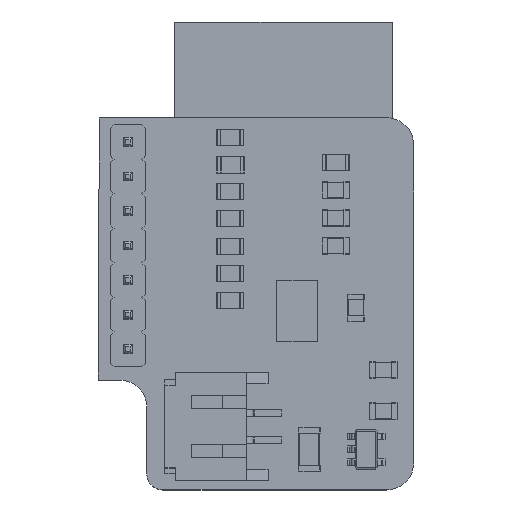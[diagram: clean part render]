
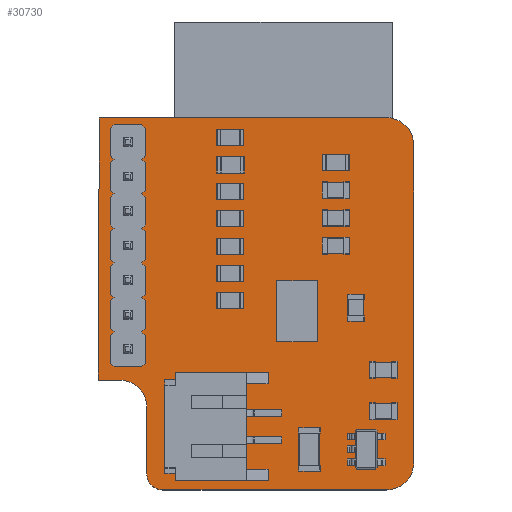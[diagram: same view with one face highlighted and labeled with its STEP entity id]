
A CAD part, top view. The second image highlights one B-rep face of the part: STEP entity #30730.
In plain terms, the highlighted planar face has unit normal (0, 0, 1).
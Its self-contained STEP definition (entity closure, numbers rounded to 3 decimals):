
#30456 = VERTEX_POINT('',#30457);
#30457 = CARTESIAN_POINT('',(169.136,-93.2,1.51));
#30463 = EDGE_CURVE('',#30456,#30464,#30466,.T.);
#30464 = VERTEX_POINT('',#30465);
#30465 = CARTESIAN_POINT('',(171.136,-95.2,1.51));
#30466 = CIRCLE('',#30467,2.);
#30467 = AXIS2_PLACEMENT_3D('',#30468,#30469,#30470);
#30468 = CARTESIAN_POINT('',(169.136,-95.2,1.51));
#30469 = DIRECTION('',(0.,0.,-1.));
#30470 = DIRECTION('',(0.,1.,0.));
#30498 = VERTEX_POINT('',#30499);
#30499 = CARTESIAN_POINT('',(150.,-93.2,1.51));
#30505 = EDGE_CURVE('',#30498,#30456,#30506,.T.);
#30506 = LINE('',#30507,#30508);
#30507 = CARTESIAN_POINT('',(150.,-93.2,1.51));
#30508 = VECTOR('',#30509,1.);
#30509 = DIRECTION('',(1.,0.,0.));
#30527 = EDGE_CURVE('',#30464,#30528,#30530,.T.);
#30528 = VERTEX_POINT('',#30529);
#30529 = CARTESIAN_POINT('',(171.136,-118.586,1.51));
#30530 = LINE('',#30531,#30532);
#30531 = CARTESIAN_POINT('',(171.136,-95.2,1.51));
#30532 = VECTOR('',#30533,1.);
#30533 = DIRECTION('',(0.,-1.,0.));
#30730 = ADVANCED_FACE('',(#30731,#30825,#30836,#30847,#30858,#30869,
    #30880,#30891),#30902,.T.);
#30731 = FACE_BOUND('',#30732,.T.);
#30732 = EDGE_LOOP('',(#30733,#30734,#30735,#30743,#30751,#30759,#30767,
    #30775,#30783,#30792,#30800,#30809,#30817,#30824));
#30733 = ORIENTED_EDGE('',*,*,#30463,.F.);
#30734 = ORIENTED_EDGE('',*,*,#30505,.F.);
#30735 = ORIENTED_EDGE('',*,*,#30736,.F.);
#30736 = EDGE_CURVE('',#30737,#30498,#30739,.T.);
#30737 = VERTEX_POINT('',#30738);
#30738 = CARTESIAN_POINT('',(148.,-93.2,1.51));
#30739 = LINE('',#30740,#30741);
#30740 = CARTESIAN_POINT('',(148.,-93.2,1.51));
#30741 = VECTOR('',#30742,1.);
#30742 = DIRECTION('',(1.,0.,0.));
#30743 = ORIENTED_EDGE('',*,*,#30744,.F.);
#30744 = EDGE_CURVE('',#30745,#30737,#30747,.T.);
#30745 = VERTEX_POINT('',#30746);
#30746 = CARTESIAN_POINT('',(148.,-93.4,1.51));
#30747 = LINE('',#30748,#30749);
#30748 = CARTESIAN_POINT('',(148.,-93.4,1.51));
#30749 = VECTOR('',#30750,1.);
#30750 = DIRECTION('',(0.,1.,0.));
#30751 = ORIENTED_EDGE('',*,*,#30752,.F.);
#30752 = EDGE_CURVE('',#30753,#30745,#30755,.T.);
#30753 = VERTEX_POINT('',#30754);
#30754 = CARTESIAN_POINT('',(148.,-95.5,1.51));
#30755 = LINE('',#30756,#30757);
#30756 = CARTESIAN_POINT('',(148.,-95.5,1.51));
#30757 = VECTOR('',#30758,1.);
#30758 = DIRECTION('',(0.,1.,0.));
#30759 = ORIENTED_EDGE('',*,*,#30760,.F.);
#30760 = EDGE_CURVE('',#30761,#30753,#30763,.T.);
#30761 = VERTEX_POINT('',#30762);
#30762 = CARTESIAN_POINT('',(147.938,-110.5,1.51));
#30763 = LINE('',#30764,#30765);
#30764 = CARTESIAN_POINT('',(147.938,-110.5,1.51));
#30765 = VECTOR('',#30766,1.);
#30766 = DIRECTION('',(0.004,1.,0.));
#30767 = ORIENTED_EDGE('',*,*,#30768,.F.);
#30768 = EDGE_CURVE('',#30769,#30761,#30771,.T.);
#30769 = VERTEX_POINT('',#30770);
#30770 = CARTESIAN_POINT('',(147.938,-112.5,1.51));
#30771 = LINE('',#30772,#30773);
#30772 = CARTESIAN_POINT('',(147.938,-112.5,1.51));
#30773 = VECTOR('',#30774,1.);
#30774 = DIRECTION('',(0.,1.,0.));
#30775 = ORIENTED_EDGE('',*,*,#30776,.F.);
#30776 = EDGE_CURVE('',#30777,#30769,#30779,.T.);
#30777 = VERTEX_POINT('',#30778);
#30778 = CARTESIAN_POINT('',(149.5,-112.5,1.51));
#30779 = LINE('',#30780,#30781);
#30780 = CARTESIAN_POINT('',(149.5,-112.5,1.51));
#30781 = VECTOR('',#30782,1.);
#30782 = DIRECTION('',(-1.,0.,0.));
#30783 = ORIENTED_EDGE('',*,*,#30784,.F.);
#30784 = EDGE_CURVE('',#30785,#30777,#30787,.T.);
#30785 = VERTEX_POINT('',#30786);
#30786 = CARTESIAN_POINT('',(151.5,-114.5,1.51));
#30787 = CIRCLE('',#30788,2.);
#30788 = AXIS2_PLACEMENT_3D('',#30789,#30790,#30791);
#30789 = CARTESIAN_POINT('',(149.5,-114.5,1.51));
#30790 = DIRECTION('',(0.,0.,1.));
#30791 = DIRECTION('',(1.,0.,0.));
#30792 = ORIENTED_EDGE('',*,*,#30793,.F.);
#30793 = EDGE_CURVE('',#30794,#30785,#30796,.T.);
#30794 = VERTEX_POINT('',#30795);
#30795 = CARTESIAN_POINT('',(151.503,-119.4,1.51));
#30796 = LINE('',#30797,#30798);
#30797 = CARTESIAN_POINT('',(151.503,-119.4,1.51));
#30798 = VECTOR('',#30799,1.);
#30799 = DIRECTION('',(-0.001,1.,0.));
#30800 = ORIENTED_EDGE('',*,*,#30801,.F.);
#30801 = EDGE_CURVE('',#30802,#30794,#30804,.T.);
#30802 = VERTEX_POINT('',#30803);
#30803 = CARTESIAN_POINT('',(152.688,-120.586,1.51));
#30804 = CIRCLE('',#30805,1.186);
#30805 = AXIS2_PLACEMENT_3D('',#30806,#30807,#30808);
#30806 = CARTESIAN_POINT('',(152.688,-119.4,1.51));
#30807 = DIRECTION('',(0.,0.,-1.));
#30808 = DIRECTION('',(0.,-1.,0.));
#30809 = ORIENTED_EDGE('',*,*,#30810,.F.);
#30810 = EDGE_CURVE('',#30811,#30802,#30813,.T.);
#30811 = VERTEX_POINT('',#30812);
#30812 = CARTESIAN_POINT('',(169.136,-120.586,1.51));
#30813 = LINE('',#30814,#30815);
#30814 = CARTESIAN_POINT('',(169.136,-120.586,1.51));
#30815 = VECTOR('',#30816,1.);
#30816 = DIRECTION('',(-1.,0.,0.));
#30817 = ORIENTED_EDGE('',*,*,#30818,.F.);
#30818 = EDGE_CURVE('',#30528,#30811,#30819,.T.);
#30819 = CIRCLE('',#30820,2.);
#30820 = AXIS2_PLACEMENT_3D('',#30821,#30822,#30823);
#30821 = CARTESIAN_POINT('',(169.136,-118.586,1.51));
#30822 = DIRECTION('',(0.,0.,-1.));
#30823 = DIRECTION('',(1.,0.,0.));
#30824 = ORIENTED_EDGE('',*,*,#30527,.F.);
#30825 = FACE_BOUND('',#30826,.T.);
#30826 = EDGE_LOOP('',(#30827));
#30827 = ORIENTED_EDGE('',*,*,#30828,.T.);
#30828 = EDGE_CURVE('',#30829,#30829,#30831,.T.);
#30829 = VERTEX_POINT('',#30830);
#30830 = CARTESIAN_POINT('',(150.114,-110.736,1.51));
#30831 = CIRCLE('',#30832,0.5);
#30832 = AXIS2_PLACEMENT_3D('',#30833,#30834,#30835);
#30833 = CARTESIAN_POINT('',(150.114,-110.236,1.51));
#30834 = DIRECTION('',(-0.,0.,-1.));
#30835 = DIRECTION('',(-0.,-1.,0.));
#30836 = FACE_BOUND('',#30837,.T.);
#30837 = EDGE_LOOP('',(#30838));
#30838 = ORIENTED_EDGE('',*,*,#30839,.T.);
#30839 = EDGE_CURVE('',#30840,#30840,#30842,.T.);
#30840 = VERTEX_POINT('',#30841);
#30841 = CARTESIAN_POINT('',(150.114,-108.196,1.51));
#30842 = CIRCLE('',#30843,0.5);
#30843 = AXIS2_PLACEMENT_3D('',#30844,#30845,#30846);
#30844 = CARTESIAN_POINT('',(150.114,-107.696,1.51));
#30845 = DIRECTION('',(-0.,0.,-1.));
#30846 = DIRECTION('',(-0.,-1.,0.));
#30847 = FACE_BOUND('',#30848,.T.);
#30848 = EDGE_LOOP('',(#30849));
#30849 = ORIENTED_EDGE('',*,*,#30850,.T.);
#30850 = EDGE_CURVE('',#30851,#30851,#30853,.T.);
#30851 = VERTEX_POINT('',#30852);
#30852 = CARTESIAN_POINT('',(150.114,-105.656,1.51));
#30853 = CIRCLE('',#30854,0.5);
#30854 = AXIS2_PLACEMENT_3D('',#30855,#30856,#30857);
#30855 = CARTESIAN_POINT('',(150.114,-105.156,1.51));
#30856 = DIRECTION('',(-0.,0.,-1.));
#30857 = DIRECTION('',(-0.,-1.,0.));
#30858 = FACE_BOUND('',#30859,.T.);
#30859 = EDGE_LOOP('',(#30860));
#30860 = ORIENTED_EDGE('',*,*,#30861,.T.);
#30861 = EDGE_CURVE('',#30862,#30862,#30864,.T.);
#30862 = VERTEX_POINT('',#30863);
#30863 = CARTESIAN_POINT('',(150.114,-103.116,1.51));
#30864 = CIRCLE('',#30865,0.5);
#30865 = AXIS2_PLACEMENT_3D('',#30866,#30867,#30868);
#30866 = CARTESIAN_POINT('',(150.114,-102.616,1.51));
#30867 = DIRECTION('',(-0.,0.,-1.));
#30868 = DIRECTION('',(-0.,-1.,0.));
#30869 = FACE_BOUND('',#30870,.T.);
#30870 = EDGE_LOOP('',(#30871));
#30871 = ORIENTED_EDGE('',*,*,#30872,.T.);
#30872 = EDGE_CURVE('',#30873,#30873,#30875,.T.);
#30873 = VERTEX_POINT('',#30874);
#30874 = CARTESIAN_POINT('',(150.114,-100.576,1.51));
#30875 = CIRCLE('',#30876,0.5);
#30876 = AXIS2_PLACEMENT_3D('',#30877,#30878,#30879);
#30877 = CARTESIAN_POINT('',(150.114,-100.076,1.51));
#30878 = DIRECTION('',(-0.,0.,-1.));
#30879 = DIRECTION('',(-0.,-1.,0.));
#30880 = FACE_BOUND('',#30881,.T.);
#30881 = EDGE_LOOP('',(#30882));
#30882 = ORIENTED_EDGE('',*,*,#30883,.T.);
#30883 = EDGE_CURVE('',#30884,#30884,#30886,.T.);
#30884 = VERTEX_POINT('',#30885);
#30885 = CARTESIAN_POINT('',(150.114,-98.036,1.51));
#30886 = CIRCLE('',#30887,0.5);
#30887 = AXIS2_PLACEMENT_3D('',#30888,#30889,#30890);
#30888 = CARTESIAN_POINT('',(150.114,-97.536,1.51));
#30889 = DIRECTION('',(-0.,0.,-1.));
#30890 = DIRECTION('',(-0.,-1.,0.));
#30891 = FACE_BOUND('',#30892,.T.);
#30892 = EDGE_LOOP('',(#30893));
#30893 = ORIENTED_EDGE('',*,*,#30894,.T.);
#30894 = EDGE_CURVE('',#30895,#30895,#30897,.T.);
#30895 = VERTEX_POINT('',#30896);
#30896 = CARTESIAN_POINT('',(150.114,-95.496,1.51));
#30897 = CIRCLE('',#30898,0.5);
#30898 = AXIS2_PLACEMENT_3D('',#30899,#30900,#30901);
#30899 = CARTESIAN_POINT('',(150.114,-94.996,1.51));
#30900 = DIRECTION('',(-0.,0.,-1.));
#30901 = DIRECTION('',(-0.,-1.,0.));
#30902 = PLANE('',#30903);
#30903 = AXIS2_PLACEMENT_3D('',#30904,#30905,#30906);
#30904 = CARTESIAN_POINT('',(0.,0.,1.51));
#30905 = DIRECTION('',(0.,0.,1.));
#30906 = DIRECTION('',(1.,0.,-0.));
